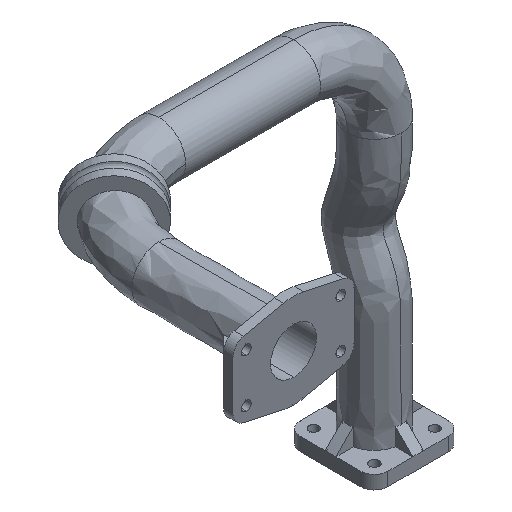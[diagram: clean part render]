
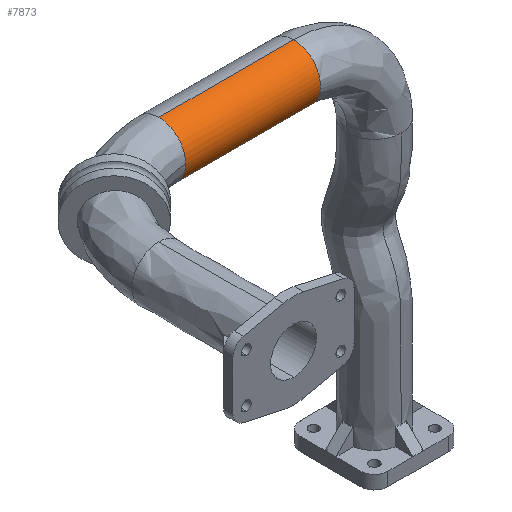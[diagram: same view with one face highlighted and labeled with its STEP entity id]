
A CAD part, isometric view. The second image highlights one B-rep face of the part: STEP entity #7873.
In plain terms, the highlighted free-form (B-spline) face has degree [2, 1] with [5, 2] control points.
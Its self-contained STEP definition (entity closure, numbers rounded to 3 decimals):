
#438 = VERTEX_POINT('',#439);
#439 = CARTESIAN_POINT('',(104.602,235.354,
    -26.15));
#445 = EDGE_CURVE('',#438,#446,#448,.T.);
#446 = VERTEX_POINT('',#447);
#447 = CARTESIAN_POINT('',(104.602,209.203,
    0.));
#448 = ( BOUNDED_CURVE() B_SPLINE_CURVE(2,(#449,#450,#451),
.UNSPECIFIED.,.F.,.F.) B_SPLINE_CURVE_WITH_KNOTS((3,3),(3.142,
4.712),.PIECEWISE_BEZIER_KNOTS.) CURVE() 
GEOMETRIC_REPRESENTATION_ITEM() RATIONAL_B_SPLINE_CURVE((1.,
0.707,1.)) REPRESENTATION_ITEM('') );
#449 = CARTESIAN_POINT('',(104.602,235.354,
    -26.15));
#450 = CARTESIAN_POINT('',(104.602,209.203,
    -26.15));
#451 = CARTESIAN_POINT('',(104.602,209.203,
    0.));
#479 = VERTEX_POINT('',#480);
#480 = CARTESIAN_POINT('',(235.354,235.354,
    26.15));
#481 = VERTEX_POINT('',#482);
#482 = CARTESIAN_POINT('',(235.354,235.354,
    -26.15));
#6075 = VERTEX_POINT('',#6076);
#6076 = CARTESIAN_POINT('',(104.602,235.354,
    26.15));
#6082 = EDGE_CURVE('',#6075,#479,#6083,.T.);
#6083 = B_SPLINE_CURVE_WITH_KNOTS('',1,(#6084,#6085),.UNSPECIFIED.,.F.,
  .F.,(2,2),(0.,100.),.PIECEWISE_BEZIER_KNOTS.);
#6084 = CARTESIAN_POINT('',(104.602,235.354,
    26.15));
#6085 = CARTESIAN_POINT('',(235.354,235.354,
    26.15));
#6088 = EDGE_CURVE('',#438,#481,#6089,.T.);
#6089 = B_SPLINE_CURVE_WITH_KNOTS('',1,(#6090,#6091),.UNSPECIFIED.,.F.,
  .F.,(2,2),(0.,100.),.PIECEWISE_BEZIER_KNOTS.);
#6090 = CARTESIAN_POINT('',(104.602,235.354,
    -26.15));
#6091 = CARTESIAN_POINT('',(235.354,235.354,
    -26.15));
#7847 = EDGE_CURVE('',#481,#479,#7848,.T.);
#7848 = ( BOUNDED_CURVE() B_SPLINE_CURVE(2,(#7849,#7850,#7851,#7852,
#7853),.UNSPECIFIED.,.F.,.F.) B_SPLINE_CURVE_WITH_KNOTS((3,2,3),(
    3.142,4.712,6.283),
.PIECEWISE_BEZIER_KNOTS.) CURVE() GEOMETRIC_REPRESENTATION_ITEM() 
RATIONAL_B_SPLINE_CURVE((1.,0.707,1.,0.707,1.)) 
REPRESENTATION_ITEM('') );
#7849 = CARTESIAN_POINT('',(235.354,235.354,
    -26.15));
#7850 = CARTESIAN_POINT('',(235.354,209.203,
    -26.15));
#7851 = CARTESIAN_POINT('',(235.354,209.203,
    0.));
#7852 = CARTESIAN_POINT('',(235.354,209.203,
    26.15));
#7853 = CARTESIAN_POINT('',(235.354,235.354,
    26.15));
#7873 = ADVANCED_FACE('',(#7874),#7886,.T.);
#7874 = FACE_BOUND('',#7875,.T.);
#7875 = EDGE_LOOP('',(#7876,#7877,#7883,#7884,#7885));
#7876 = ORIENTED_EDGE('',*,*,#6082,.F.);
#7877 = ORIENTED_EDGE('',*,*,#7878,.F.);
#7878 = EDGE_CURVE('',#446,#6075,#7879,.T.);
#7879 = ( BOUNDED_CURVE() B_SPLINE_CURVE(2,(#7880,#7881,#7882),
.UNSPECIFIED.,.F.,.F.) B_SPLINE_CURVE_WITH_KNOTS((3,3),(4.712,
6.283),.PIECEWISE_BEZIER_KNOTS.) CURVE() 
GEOMETRIC_REPRESENTATION_ITEM() RATIONAL_B_SPLINE_CURVE((1.,
0.707,1.)) REPRESENTATION_ITEM('') );
#7880 = CARTESIAN_POINT('',(104.602,209.203,
    0.));
#7881 = CARTESIAN_POINT('',(104.602,209.203,
    26.15));
#7882 = CARTESIAN_POINT('',(104.602,235.354,
    26.15));
#7883 = ORIENTED_EDGE('',*,*,#445,.F.);
#7884 = ORIENTED_EDGE('',*,*,#6088,.T.);
#7885 = ORIENTED_EDGE('',*,*,#7847,.T.);
#7886 = ( BOUNDED_SURFACE() B_SPLINE_SURFACE(2,1,(
    (#7887,#7888)
    ,(#7889,#7890)
    ,(#7891,#7892)
    ,(#7893,#7894)
    ,(#7895,#7896
)),.UNSPECIFIED.,.F.,.F.,.F.) B_SPLINE_SURFACE_WITH_KNOTS((3,2,3),(2,2),
  (3.142,4.712,6.283),(0.,100.),
.PIECEWISE_BEZIER_KNOTS.) GEOMETRIC_REPRESENTATION_ITEM() 
RATIONAL_B_SPLINE_SURFACE((
    (1.,1.)
    ,(0.707,0.707)
    ,(1.,1.)
    ,(0.707,0.707)
,(1.,1.))) REPRESENTATION_ITEM('') SURFACE() );
#7887 = CARTESIAN_POINT('',(104.602,235.354,
    26.15));
#7888 = CARTESIAN_POINT('',(235.354,235.354,
    26.15));
#7889 = CARTESIAN_POINT('',(104.602,209.203,
    26.15));
#7890 = CARTESIAN_POINT('',(235.354,209.203,
    26.15));
#7891 = CARTESIAN_POINT('',(104.602,209.203,
    0.));
#7892 = CARTESIAN_POINT('',(235.354,209.203,
    0.));
#7893 = CARTESIAN_POINT('',(104.602,209.203,
    -26.15));
#7894 = CARTESIAN_POINT('',(235.354,209.203,
    -26.15));
#7895 = CARTESIAN_POINT('',(104.602,235.354,
    -26.15));
#7896 = CARTESIAN_POINT('',(235.354,235.354,
    -26.15));
